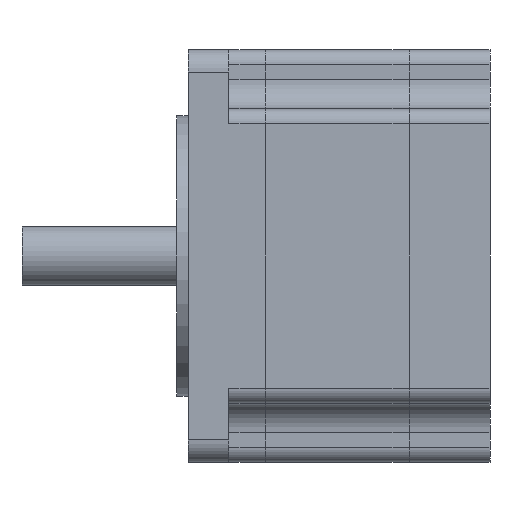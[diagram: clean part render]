
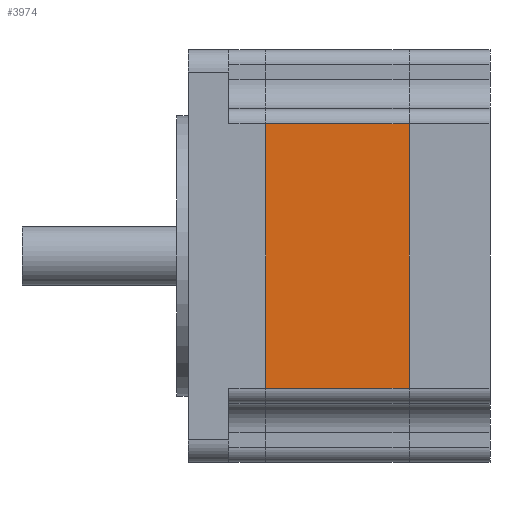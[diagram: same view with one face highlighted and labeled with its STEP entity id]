
A CAD part, left-side view. The second image highlights one B-rep face of the part: STEP entity #3974.
In plain terms, the highlighted planar face has unit normal (-1, 0, 0).
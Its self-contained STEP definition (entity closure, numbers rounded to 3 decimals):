
#132 = DIRECTION ( 'NONE',  ( 0., 0., 1. ) ) ;
#707 = FACE_OUTER_BOUND ( 'NONE', #3819, .T. ) ;
#760 = VERTEX_POINT ( 'NONE', #4884 ) ;
#910 = DIRECTION ( 'NONE',  ( 0., -1., 0. ) ) ;
#1191 = VERTEX_POINT ( 'NONE', #4853 ) ;
#1316 = VECTOR ( 'NONE', #132, 1000. ) ;
#1341 = LINE ( 'NONE', #4778, #4508 ) ;
#1444 = ORIENTED_EDGE ( 'NONE', *, *, #1703, .T. ) ;
#1566 = CARTESIAN_POINT ( 'NONE',  ( -48., 19.5, 10. ) ) ;
#1585 = EDGE_CURVE ( 'NONE', #1191, #3370, #2312, .T. ) ;
#1609 = EDGE_CURVE ( 'NONE', #5593, #760, #4381, .T. ) ;
#1672 = VECTOR ( 'NONE', #4021, 1000. ) ;
#1703 = EDGE_CURVE ( 'NONE', #5593, #1191, #2414, .T. ) ;
#1972 = ORIENTED_EDGE ( 'NONE', *, *, #1609, .F. ) ;
#2116 = EDGE_CURVE ( 'NONE', #760, #3370, #1341, .T. ) ;
#2312 = LINE ( 'NONE', #3942, #1316 ) ;
#2414 = LINE ( 'NONE', #2439, #3119 ) ;
#2439 = CARTESIAN_POINT ( 'NONE',  ( -48., 19.5, 10. ) ) ;
#2762 = CARTESIAN_POINT ( 'NONE',  ( -48., 19.5, 10. ) ) ;
#3119 = VECTOR ( 'NONE', #5002, 1000. ) ;
#3370 = VERTEX_POINT ( 'NONE', #4920 ) ;
#3819 = EDGE_LOOP ( 'NONE', ( #5491, #4290, #1972, #1444 ) ) ;
#3942 = CARTESIAN_POINT ( 'NONE',  ( -48., 0., 10. ) ) ;
#3974 = ADVANCED_FACE ( 'NONE', ( #707 ), #4548, .F. ) ;
#4021 = DIRECTION ( 'NONE',  ( 0., 0., 1. ) ) ;
#4078 = DIRECTION ( 'NONE',  ( 0., 0., -1. ) ) ;
#4290 = ORIENTED_EDGE ( 'NONE', *, *, #2116, .F. ) ;
#4381 = LINE ( 'NONE', #5334, #1672 ) ;
#4508 = VECTOR ( 'NONE', #910, 1000. ) ;
#4548 = PLANE ( 'NONE',  #4556 ) ;
#4556 = AXIS2_PLACEMENT_3D ( 'NONE', #1566, #5466, #4078 ) ;
#4778 = CARTESIAN_POINT ( 'NONE',  ( -48., 19.5, 46. ) ) ;
#4853 = CARTESIAN_POINT ( 'NONE',  ( -48., 0., 10. ) ) ;
#4884 = CARTESIAN_POINT ( 'NONE',  ( -48., 19.5, 46. ) ) ;
#4920 = CARTESIAN_POINT ( 'NONE',  ( -48., 0., 46. ) ) ;
#5002 = DIRECTION ( 'NONE',  ( 0., -1., 0. ) ) ;
#5334 = CARTESIAN_POINT ( 'NONE',  ( -48., 19.5, 10. ) ) ;
#5466 = DIRECTION ( 'NONE',  ( 1., 0., 0. ) ) ;
#5491 = ORIENTED_EDGE ( 'NONE', *, *, #1585, .T. ) ;
#5593 = VERTEX_POINT ( 'NONE', #2762 ) ;
